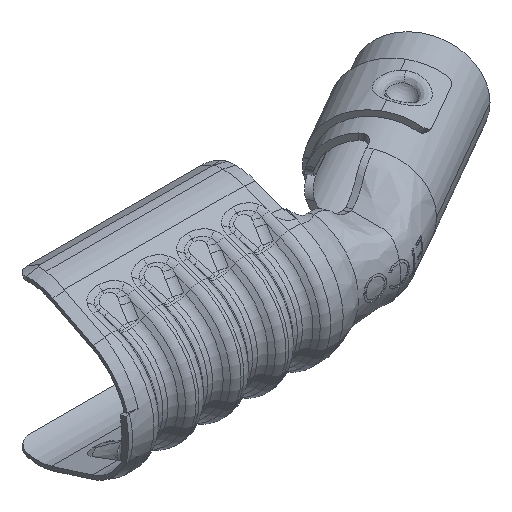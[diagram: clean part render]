
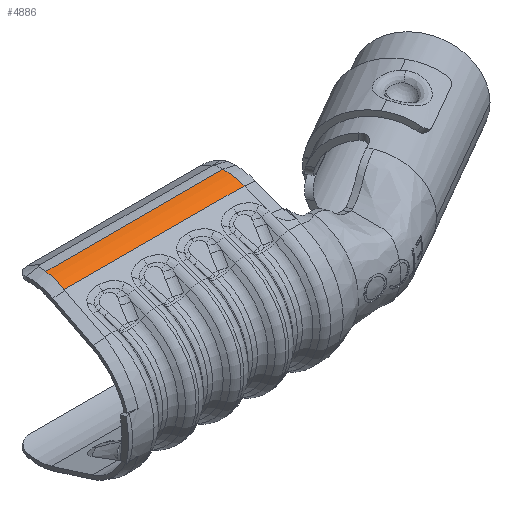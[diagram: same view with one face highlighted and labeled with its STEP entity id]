
A CAD part, isometric view. The second image highlights one B-rep face of the part: STEP entity #4886.
In plain terms, the highlighted cylindrical face has radius 4.369 mm (diameter 8.738 mm), a partial arc.
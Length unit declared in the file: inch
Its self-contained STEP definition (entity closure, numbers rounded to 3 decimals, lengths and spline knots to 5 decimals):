
#303 = AXIS2_PLACEMENT_3D ( 'NONE', #11386, #19869, #801 ) ;
#801 = DIRECTION ( 'NONE',  ( 0., 0., 1. ) ) ;
#1744 = VECTOR ( 'NONE', #21927, 39.37008 ) ;
#1917 = VERTEX_POINT ( 'NONE', #12728 ) ;
#2923 = CYLINDRICAL_SURFACE ( 'NONE', #303, 0.172 ) ;
#4475 = CARTESIAN_POINT ( 'NONE',  ( 0.05679, 0.11551, 0.23058 ) ) ;
#4886 = ADVANCED_FACE ( 'NONE', ( #21956 ), #2923, .T. ) ;
#4966 = LINE ( 'NONE', #13478, #1744 ) ;
#6541 = CARTESIAN_POINT ( 'NONE',  ( 0.05072, 0.07576, 0.2206 ) ) ;
#7176 = DIRECTION ( 'NONE',  ( -1., 0., 0. ) ) ;
#8207 = VERTEX_POINT ( 'NONE', #20448 ) ;
#8682 = EDGE_CURVE ( 'NONE', #15878, #8207, #17790, .T. ) ;
#9410 = CARTESIAN_POINT ( 'NONE',  ( 0.56424, 0.136, 0.2315 ) ) ;
#9635 = VERTEX_POINT ( 'NONE', #9410 ) ;
#10436 = EDGE_CURVE ( 'NONE', #9635, #1917, #4966, .T. ) ;
#11386 = CARTESIAN_POINT ( 'NONE',  ( 0.6, 0.136, 0.0595 ) ) ;
#11604 = CARTESIAN_POINT ( 'NONE',  ( 0.56424, 0.136, 0.0595 ) ) ;
#12728 = CARTESIAN_POINT ( 'NONE',  ( 0.05988, 0.136, 0.2315 ) ) ;
#12983 = CARTESIAN_POINT ( 'NONE',  ( 0.05834, 0.12579, 0.2315 ) ) ;
#13478 = CARTESIAN_POINT ( 'NONE',  ( 0.6, 0.136, 0.2315 ) ) ;
#14131 = B_SPLINE_CURVE_WITH_KNOTS ( 'NONE', 3,
 ( #6541, #15086, #23563, #4475, #12983, #21452 ),
 .UNSPECIFIED., .F., .F.,
 ( 4, 2, 4 ),
 ( 0., 0.00079, 0.00158 ),
 .UNSPECIFIED. ) ;
#14175 = ORIENTED_EDGE ( 'NONE', *, *, #14350, .F. ) ;
#14350 = EDGE_CURVE ( 'NONE', #9635, #15878, #15121, .T. ) ;
#14938 = EDGE_CURVE ( 'NONE', #8207, #1917, #14131, .T. ) ;
#15086 = CARTESIAN_POINT ( 'NONE',  ( 0.05212, 0.0854, 0.22421 ) ) ;
#15121 = CIRCLE ( 'NONE', #18647, 0.172 ) ;
#15878 = VERTEX_POINT ( 'NONE', #18388 ) ;
#16228 = ORIENTED_EDGE ( 'NONE', *, *, #14938, .F. ) ;
#17215 = DIRECTION ( 'NONE',  ( 1., 0., 0. ) ) ;
#17269 = VECTOR ( 'NONE', #7176, 39.37008 ) ;
#17662 = ORIENTED_EDGE ( 'NONE', *, *, #8682, .F. ) ;
#17790 = LINE ( 'NONE', #26247, #17269 ) ;
#18388 = CARTESIAN_POINT ( 'NONE',  ( 0.56424, 0.07576, 0.2206 ) ) ;
#18647 = AXIS2_PLACEMENT_3D ( 'NONE', #11604, #17215, #25683 ) ;
#18992 = EDGE_LOOP ( 'NONE', ( #14175, #25414, #16228, #17662 ) ) ;
#19869 = DIRECTION ( 'NONE',  ( -1., 0., 0. ) ) ;
#20448 = CARTESIAN_POINT ( 'NONE',  ( 0.05072, 0.07576, 0.2206 ) ) ;
#21452 = CARTESIAN_POINT ( 'NONE',  ( 0.05988, 0.136, 0.2315 ) ) ;
#21927 = DIRECTION ( 'NONE',  ( -1., 0., 0. ) ) ;
#21956 = FACE_OUTER_BOUND ( 'NONE', #18992, .T. ) ;
#23563 = CARTESIAN_POINT ( 'NONE',  ( 0.05368, 0.09533, 0.22694 ) ) ;
#25414 = ORIENTED_EDGE ( 'NONE', *, *, #10436, .T. ) ;
#25683 = DIRECTION ( 'NONE',  ( 0., 0., 1. ) ) ;
#26247 = CARTESIAN_POINT ( 'NONE',  ( 0.6, 0.07576, 0.2206 ) ) ;
